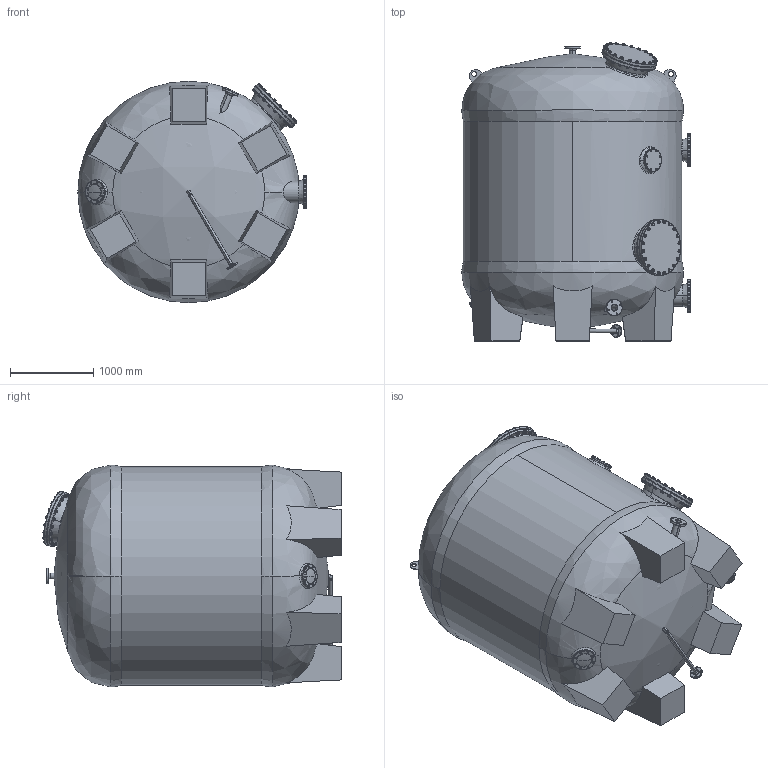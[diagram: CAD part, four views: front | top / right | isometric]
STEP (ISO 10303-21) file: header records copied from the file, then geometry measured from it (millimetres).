
FILE_DESCRIPTION (( 'STEP AP214' ), '1' );
FILE_NAME ('Atlantic 260.STEP', '2020-11-02T13:37:05', ( '' ), ( '' ), 'SwSTEP 2.0', 'SolidWorks 2019', '' );
FILE_SCHEMA (( 'AUTOMOTIVE_DESIGN' ));
Length unit declared in the file: millimetre
Products named in the file (23): gasket_block_dn200; cover_block_dn200; drain_flange_dn40; gasket_dn500; hex_screw_m20_100; glass_cover_dn200; cover_dn500; vessel_260c; vent_flange_dn65; Atlantic 260; washer_fi8; washer_fi20; inlet_flange_dn250; hex_nut_m20; elbow_dn40; gasket_dn200; hex_screw_m8_40; air_flange_dn80; outlet_flange_dn250
Assembly tree (211 placements, depth 3):
  Atlantic 260
    vessel_260c
    inlet_flange_dn250
    outlet_flange_dn250
    cover_block_dn200
      cover_block_dn200
      gasket_block_dn200
      hex_screw_m8_40  x8
      washer_fi8  x8
    vent_flange_dn65
    air_flange_dn80
    elbow_dn40
    drain_flange_dn40
    cover_dn500
      cover_dn500
      gasket_dn500
      hex_screw_m20_100  x20
      washer_fi20  x20
    glass_cover_dn200
      glass_cover_dn200
      gasket_dn200
      hex_screw_m8_40  x8
      washer_fi8  x8
    cover_dn500
      cover_dn500
      gasket_dn500
      hex_screw_m20_100  x20
      washer_fi20  x20
    hex_nut_m20  x40
    washer_fi20  x40
Bounding box: 2745.5 x 3585.31 x 2665 mm (x, y, z)
Volume: 1206430948.2 mm3; surface area: 72908671.4 mm2
Topology: 223 solids, 223 shells, 3592 faces, 7978 edges, 4891 vertices
Faces by surface type: cone 1282, plane 1143, cylinder 1009, bspline 158
Entity records: 54261 total; most frequent: CARTESIAN_POINT 26874, DIRECTION 4554, ORIENTED_EDGE 4092, EDGE_CURVE 2046, AXIS2_PLACEMENT_3D 1998, VERTEX_POINT 1359, CIRCLE 1132, EDGE_LOOP 1109
